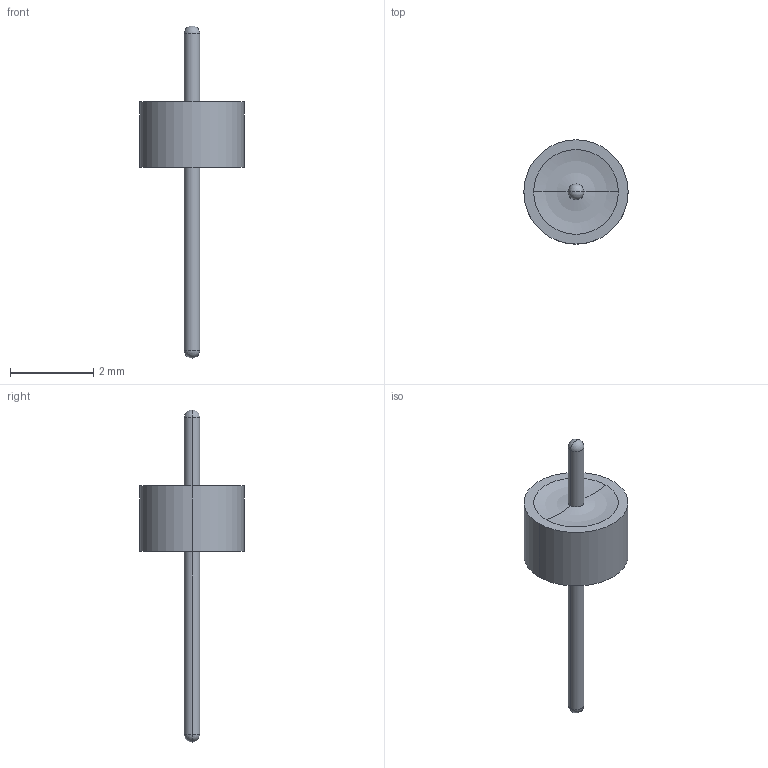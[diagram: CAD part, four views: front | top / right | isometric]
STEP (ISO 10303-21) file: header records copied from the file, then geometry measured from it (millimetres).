
FILE_DESCRIPTION (( 'STEP AP214' ), '1' );
FILE_NAME ('PE1015-3.step', '2021-03-02T23:22:13', ( '' ), ( '' ), 'SwSTEP 2.0', 'SolidWorks 2020', '' );
FILE_SCHEMA (( 'AUTOMOTIVE_DESIGN' ));
Length unit declared in the file: millimetre
Products named in the file (1): PE1015-3
Bounding box: 2.5 x 2.5 x 7.96 mm (x, y, z)
Volume: 8.2 mm3; surface area: 53.4 mm2
Topology: 3 solids, 3 shells, 20 faces, 46 edges, 26 vertices
Faces by surface type: cylinder 10, sphere 4, torus 4, plane 2
Entity records: 570 total; most frequent: DIRECTION 108, CARTESIAN_POINT 81, ORIENTED_EDGE 76, AXIS2_PLACEMENT_3D 49, EDGE_CURVE 38, CIRCLE 28, EDGE_LOOP 22, VERTEX_POINT 22
